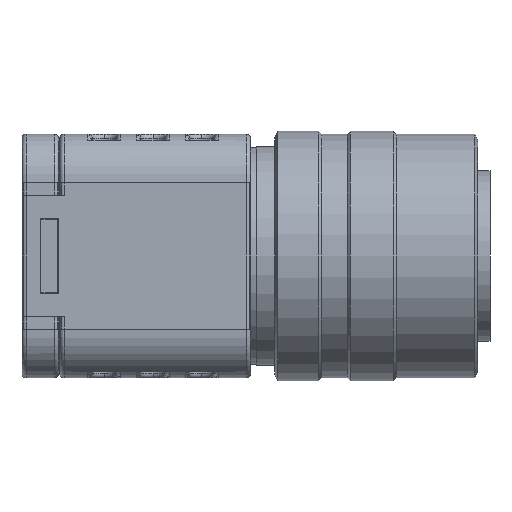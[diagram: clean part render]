
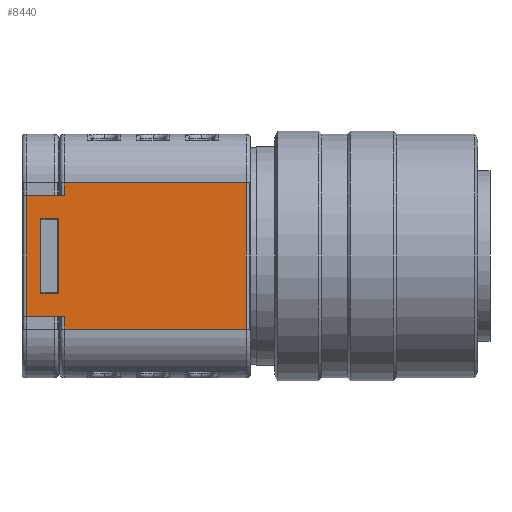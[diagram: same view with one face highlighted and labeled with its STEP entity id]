
A CAD part, left-side view. The second image highlights one B-rep face of the part: STEP entity #8440.
In plain terms, the highlighted planar face has unit normal (-1, 0, 0).
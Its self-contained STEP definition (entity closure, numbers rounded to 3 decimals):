
#1251=CARTESIAN_POINT('',(-10.0,0.35,6.0));
#1252=VERTEX_POINT('',#1251);
#1260=CARTESIAN_POINT('',(-10.0,0.35,-6.0));
#1261=VERTEX_POINT('',#1260);
#1262=CARTESIAN_POINT('',(-10.0,0.35,6.0));
#1263=DIRECTION('',(0.0,0.0,-1.0));
#1264=VECTOR('',#1263,12.0);
#1265=LINE('',#1262,#1264);
#1266=EDGE_CURVE('',#1252,#1261,#1265,.T.);
#2375=CARTESIAN_POINT('',(-10.0,18.4,-4.95));
#2376=VERTEX_POINT('',#2375);
#2384=CARTESIAN_POINT('',(-10.0,18.4,4.95));
#2385=VERTEX_POINT('',#2384);
#2386=CARTESIAN_POINT('',(-10.0,18.4,-4.95));
#2387=DIRECTION('',(0.0,0.0,1.0));
#2388=VECTOR('',#2387,9.9);
#2389=LINE('',#2386,#2388);
#2390=EDGE_CURVE('',#2376,#2385,#2389,.T.);
#4753=CARTESIAN_POINT('',(-10.0,15.3,4.95));
#4754=VERTEX_POINT('',#4753);
#4755=CARTESIAN_POINT('',(-10.0,18.4,4.95));
#4756=DIRECTION('',(0.0,-1.0,0.0));
#4757=VECTOR('',#4756,3.1);
#4758=LINE('',#4755,#4757);
#4759=EDGE_CURVE('',#2385,#4754,#4758,.T.);
#5176=CARTESIAN_POINT('',(-10.0,15.3,6.0));
#5177=VERTEX_POINT('',#5176);
#5185=CARTESIAN_POINT('',(-10.0,0.35,6.0));
#5186=DIRECTION('',(0.0,1.0,0.0));
#5187=VECTOR('',#5186,14.95);
#5188=LINE('',#5185,#5187);
#5189=EDGE_CURVE('',#1252,#5177,#5188,.T.);
#5997=CARTESIAN_POINT('',(-10.0,15.3,-6.0));
#5998=VERTEX_POINT('',#5997);
#5999=CARTESIAN_POINT('',(-10.0,0.35,-6.0));
#6000=DIRECTION('',(0.0,1.0,0.0));
#6001=VECTOR('',#6000,14.95);
#6002=LINE('',#5999,#6001);
#6003=EDGE_CURVE('',#1261,#5998,#6002,.T.);
#7103=CARTESIAN_POINT('',(-10.0,15.3,4.95));
#7104=DIRECTION('',(0.0,0.0,1.0));
#7105=VECTOR('',#7104,1.05);
#7106=LINE('',#7103,#7105);
#7107=EDGE_CURVE('',#4754,#5177,#7106,.T.);
#7120=CARTESIAN_POINT('',(-10.0,15.3,-4.95));
#7121=VERTEX_POINT('',#7120);
#7122=CARTESIAN_POINT('',(-10.0,15.3,-6.0));
#7123=DIRECTION('',(0.0,0.0,1.0));
#7124=VECTOR('',#7123,1.05);
#7125=LINE('',#7122,#7124);
#7126=EDGE_CURVE('',#5998,#7121,#7125,.T.);
#8251=CARTESIAN_POINT('',(-10.0,15.3,-4.95));
#8252=DIRECTION('',(0.0,1.0,0.0));
#8253=VECTOR('',#8252,3.1);
#8254=LINE('',#8251,#8253);
#8255=EDGE_CURVE('',#7121,#2376,#8254,.T.);
#8276=CARTESIAN_POINT('',(-10.0,15.75,3.05));
#8277=VERTEX_POINT('',#8276);
#8284=CARTESIAN_POINT('',(-10.0,17.25,3.05));
#8285=VERTEX_POINT('',#8284);
#8286=CARTESIAN_POINT('',(-10.0,17.25,3.05));
#8287=DIRECTION('',(0.0,-1.0,0.0));
#8288=VECTOR('',#8287,1.5);
#8289=LINE('',#8286,#8288);
#8290=EDGE_CURVE('',#8285,#8277,#8289,.T.);
#8315=CARTESIAN_POINT('',(-10.0,17.25,-3.05));
#8316=VERTEX_POINT('',#8315);
#8317=CARTESIAN_POINT('',(-10.0,17.25,-3.05));
#8318=DIRECTION('',(0.0,0.0,1.0));
#8319=VECTOR('',#8318,6.1);
#8320=LINE('',#8317,#8319);
#8321=EDGE_CURVE('',#8316,#8285,#8320,.T.);
#8346=CARTESIAN_POINT('',(-10.0,15.75,-3.05));
#8347=VERTEX_POINT('',#8346);
#8348=CARTESIAN_POINT('',(-10.0,15.75,-3.05));
#8349=DIRECTION('',(0.0,1.0,0.0));
#8350=VECTOR('',#8349,1.5);
#8351=LINE('',#8348,#8350);
#8352=EDGE_CURVE('',#8347,#8316,#8351,.T.);
#8414=CARTESIAN_POINT('',(-10.0,0.0,6.0));
#8415=DIRECTION('',(-1.0,0.0,0.0));
#8416=DIRECTION('',(0.0,0.0,1.0));
#8417=AXIS2_PLACEMENT_3D('',#8414,#8415,#8416);
#8418=PLANE('',#8417);
#8419=ORIENTED_EDGE('',*,*,#2390,.F.);
#8420=ORIENTED_EDGE('',*,*,#8255,.F.);
#8421=ORIENTED_EDGE('',*,*,#7126,.F.);
#8422=ORIENTED_EDGE('',*,*,#6003,.F.);
#8423=ORIENTED_EDGE('',*,*,#1266,.F.);
#8424=ORIENTED_EDGE('',*,*,#5189,.T.);
#8425=ORIENTED_EDGE('',*,*,#7107,.F.);
#8426=ORIENTED_EDGE('',*,*,#4759,.F.);
#8427=EDGE_LOOP('',(#8419,#8420,#8421,#8422,#8423,#8424,#8425,#8426));
#8428=FACE_OUTER_BOUND('',#8427,.T.);
#8429=CARTESIAN_POINT('',(-10.0,15.75,3.05));
#8430=DIRECTION('',(0.0,0.0,-1.0));
#8431=VECTOR('',#8430,6.1);
#8432=LINE('',#8429,#8431);
#8433=EDGE_CURVE('',#8277,#8347,#8432,.T.);
#8434=ORIENTED_EDGE('',*,*,#8433,.T.);
#8435=ORIENTED_EDGE('',*,*,#8352,.T.);
#8436=ORIENTED_EDGE('',*,*,#8321,.T.);
#8437=ORIENTED_EDGE('',*,*,#8290,.T.);
#8438=EDGE_LOOP('',(#8434,#8435,#8436,#8437));
#8439=FACE_BOUND('',#8438,.T.);
#8440=ADVANCED_FACE('',(#8428,#8439),#8418,.T.);
